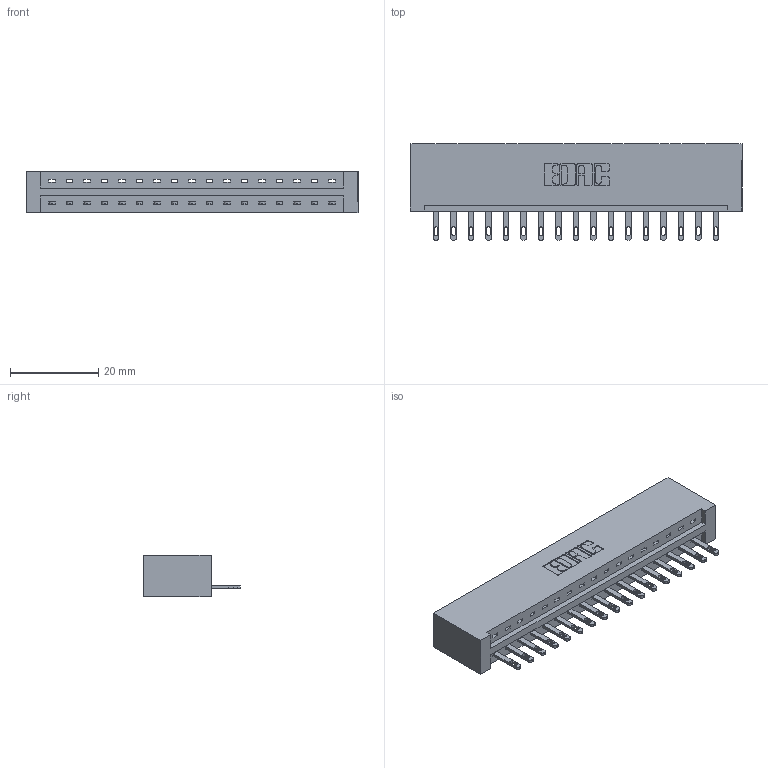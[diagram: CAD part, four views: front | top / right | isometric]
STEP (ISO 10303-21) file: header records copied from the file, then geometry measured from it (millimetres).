
FILE_DESCRIPTION (( 'STEP AP203' ), '1' );
FILE_NAME ('337-017-500-101.STEP', '2018-08-04T21:10:03', ( '' ), ( '' ), 'SwSTEP 2.0', 'SolidWorks 2016', '' );
FILE_SCHEMA (( 'CONFIG_CONTROL_DESIGN' ));
Length unit declared in the file: inch
Products named in the file (3): 337 Part_No Mounting Lugs; 345-292-001_345-293-100; 337-017-500-101
Assembly tree (18 placements, depth 2):
  337-017-500-101
    337 Part_No Mounting Lugs
    345-292-001_345-293-100  x17
Bounding box: 75.23 x 21.85 x 9.4 mm (x, y, z)
Volume: 8255.8 mm3; surface area: 8413.5 mm2
Topology: 18 solids, 18 shells, 1092 faces, 3347 edges, 2230 vertices
Faces by surface type: plane 746, cylinder 346
Entity records: 15523 total; most frequent: CARTESIAN_POINT 2709, ORIENTED_EDGE 2662, DIRECTION 2325, EDGE_CURVE 1331, LINE 1207, VECTOR 1207, VERTEX_POINT 886, AXIS2_PLACEMENT_3D 559
